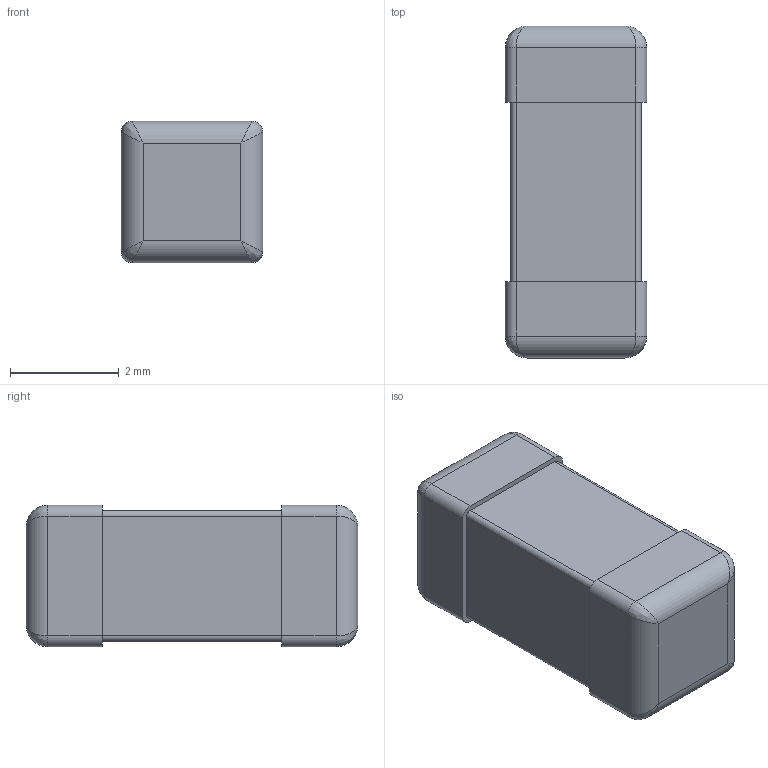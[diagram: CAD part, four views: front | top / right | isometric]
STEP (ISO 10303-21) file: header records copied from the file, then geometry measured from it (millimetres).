
FILE_DESCRIPTION (( 'STEP AP214' ), '1' );
FILE_NAME ('SCT1.0A.STEP', '2020-06-11T12:16:12', ( 'pkot' ), ( '' ), 'SwSTEP 2.0', 'SolidWorks 2020', '' );
FILE_SCHEMA (( 'AUTOMOTIVE_DESIGN' ));
Length unit declared in the file: millimetre
Products named in the file (1): SCT1.0A
Bounding box: 2.6 x 6.1 x 2.6 mm (x, y, z)
Volume: 37.2 mm3; surface area: 71 mm2
Topology: 1 solids, 1 shells, 44 faces, 104 edges, 56 vertices
Faces by surface type: cylinder 20, plane 16, bspline 8
Entity records: 1842 total; most frequent: CARTESIAN_POINT 429, ORIENTED_EDGE 192, DIRECTION 178, EDGE_CURVE 96, AXIS2_PLACEMENT_3D 61, VECTOR 56, VERTEX_POINT 56, LINE 56
